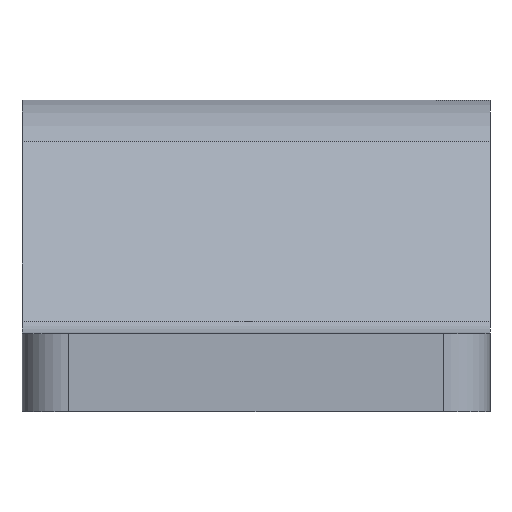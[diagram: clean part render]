
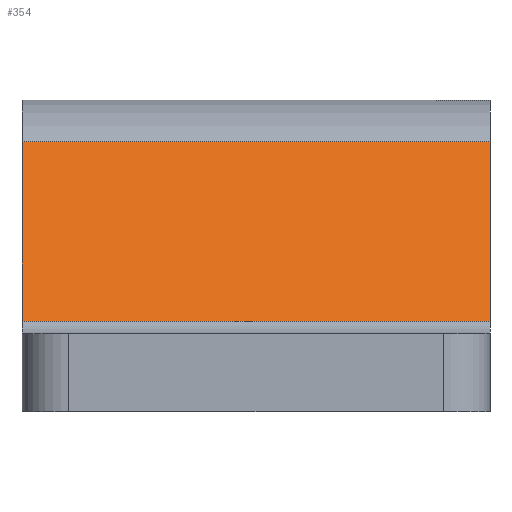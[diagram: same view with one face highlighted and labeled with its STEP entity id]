
A CAD part, front view. The second image highlights one B-rep face of the part: STEP entity #354.
In plain terms, the highlighted planar face has unit normal (0, -0.683, 0.731).
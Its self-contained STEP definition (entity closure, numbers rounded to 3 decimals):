
#21=PLANE('',#389);
#31=FACE_OUTER_BOUND('',#50,.T.);
#50=EDGE_LOOP('',(#245,#246,#247,#248));
#74=LINE('',#542,#105);
#76=LINE('',#548,#107);
#77=LINE('',#550,#108);
#78=LINE('',#551,#109);
#105=VECTOR('',#431,10.);
#107=VECTOR('',#437,10.);
#108=VECTOR('',#438,10.);
#109=VECTOR('',#439,10.);
#157=VERTEX_POINT('',#539);
#158=VERTEX_POINT('',#541);
#160=VERTEX_POINT('',#547);
#161=VERTEX_POINT('',#549);
#191=EDGE_CURVE('',#157,#158,#74,.T.);
#194=EDGE_CURVE('',#160,#157,#76,.T.);
#195=EDGE_CURVE('',#160,#161,#77,.T.);
#196=EDGE_CURVE('',#158,#161,#78,.T.);
#245=ORIENTED_EDGE('',*,*,#191,.F.);
#246=ORIENTED_EDGE('',*,*,#194,.F.);
#247=ORIENTED_EDGE('',*,*,#195,.T.);
#248=ORIENTED_EDGE('',*,*,#196,.F.);
#354=ADVANCED_FACE('',(#31),#21,.F.);
#389=AXIS2_PLACEMENT_3D('',#546,#435,#436);
#431=DIRECTION('',(-1.,0.,0.));
#435=DIRECTION('center_axis',(0.,0.683,-0.731));
#436=DIRECTION('ref_axis',(0.,-0.731,-0.683));
#437=DIRECTION('',(0.,-0.731,-0.683));
#438=DIRECTION('',(-1.,0.,0.));
#439=DIRECTION('',(0.,0.731,0.683));
#539=CARTESIAN_POINT('',(15.,-19.135,5.808));
#541=CARTESIAN_POINT('',(-15.,-19.135,5.808));
#542=CARTESIAN_POINT('',(7.5,-19.135,5.808));
#546=CARTESIAN_POINT('Origin',(15.,-6.827,17.307));
#547=CARTESIAN_POINT('',(15.,-6.827,17.307));
#548=CARTESIAN_POINT('',(15.,-18.665,6.247));
#549=CARTESIAN_POINT('',(-15.,-6.827,17.307));
#550=CARTESIAN_POINT('',(15.,-6.827,17.307));
#551=CARTESIAN_POINT('',(-15.,0.023,23.707));
